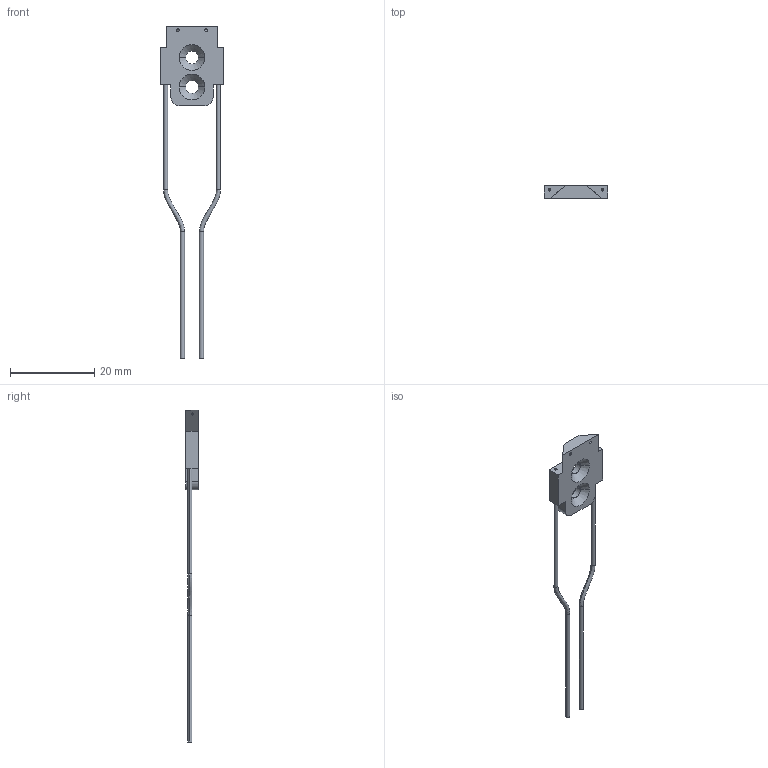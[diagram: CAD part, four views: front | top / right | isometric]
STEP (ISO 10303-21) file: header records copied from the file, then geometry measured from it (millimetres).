
FILE_DESCRIPTION((''),'2;1');
FILE_NAME('193958_ASM','2016-03-09T',('pdmadmin'),(''),'PRO/ENGINEER BY PARAMETRIC TECHNOLOGY CORPORATION, 2013230','PRO/ENGINEER BY PARAMETRIC TECHNOLOGY CORPORATION, 2013230','');
FILE_SCHEMA(('CONFIG_CONTROL_DESIGN'));
Length unit declared in the file: inch
Products named in the file (5): 58178; 58146_AF0; 58146_AF1; 61217_ASM; 193958_ASM
Assembly tree (4 placements, depth 3):
  193958_ASM
    61217_ASM
      58178
      58146_AF0
      58146_AF1
Bounding box: 15.01 x 3 x 78.99 mm (x, y, z)
Volume: 700.9 mm3; surface area: 1404.3 mm2
Topology: 3 solids, 5 shells, 66 faces, 154 edges, 96 vertices
Faces by surface type: cylinder 34, plane 20, bspline 8, cone 4
Entity records: 2823 total; most frequent: CARTESIAN_POINT 1136, DIRECTION 358, ORIENTED_EDGE 300, EDGE_CURVE 154, AXIS2_PLACEMENT_3D 142, VERTEX_POINT 96, EDGE_LOOP 80, VECTOR 74
